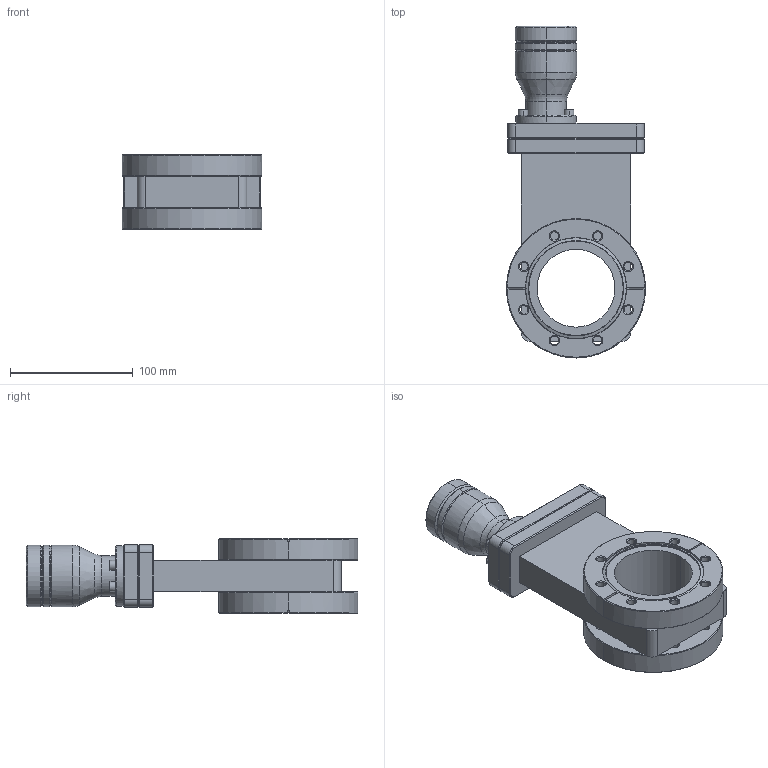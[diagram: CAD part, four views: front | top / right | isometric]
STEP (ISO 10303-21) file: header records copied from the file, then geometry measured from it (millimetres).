
FILE_DESCRIPTION (( 'STEP AP203' ), '1' );
FILE_NAME ('GVM-S06600.STEP', '2023-06-28T16:22:20', ( '' ), ( '' ), 'SwSTEP 2.0', 'SolidWorks 2020', '' );
FILE_SCHEMA (( 'CONFIG_CONTROL_DESIGN' ));
Length unit declared in the file: inch
Products named in the file (1): GVM-S06600
Bounding box: 113.54 x 270.48 x 61.09 mm (x, y, z)
Volume: 764938.7 mm3; surface area: 107593.3 mm2
Topology: 1 solids, 3 shells, 477 faces, 1313 edges, 875 vertices
Faces by surface type: plane 225, cylinder 130, cone 106, torus 14, bspline 2
Entity records: 21428 total; most frequent: CARTESIAN_POINT 9830, ORIENTED_EDGE 2626, DIRECTION 2045, EDGE_CURVE 1313, VERTEX_POINT 875, AXIS2_PLACEMENT_3D 730, LINE 585, VECTOR 585
